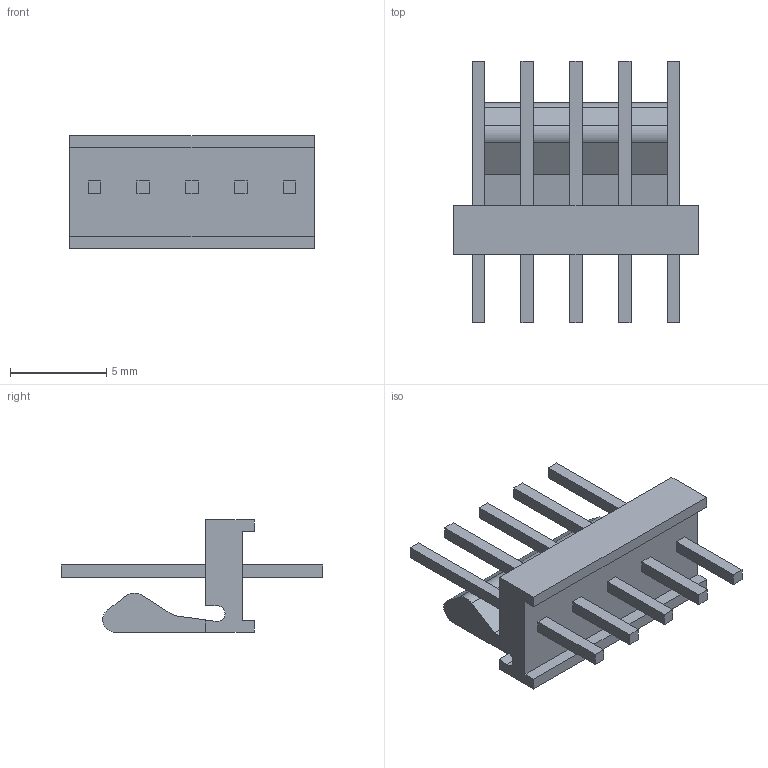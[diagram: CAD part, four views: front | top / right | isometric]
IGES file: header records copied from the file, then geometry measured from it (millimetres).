
Start section:  PTC IGES file: c-0640456-05-w-3d.igs
Global section: file name: c-0640456-05-w-3d.igs; native system: Pro/ENGINEER by Parametric Technology Corporation; preprocessor: 2005450; author: workeradm; organization: Unknown; date: 070902.061716; units: millimetre
Bounding box: 12.7 x 13.59 x 5.84 mm (x, y, z)
Surface area: 551.3 mm2 (no closed solid volume)
Topology: 0 solids, 0 shells, 71 faces, 354 edges, 354 vertices
Faces by surface type: bspline 68, revolution 3
